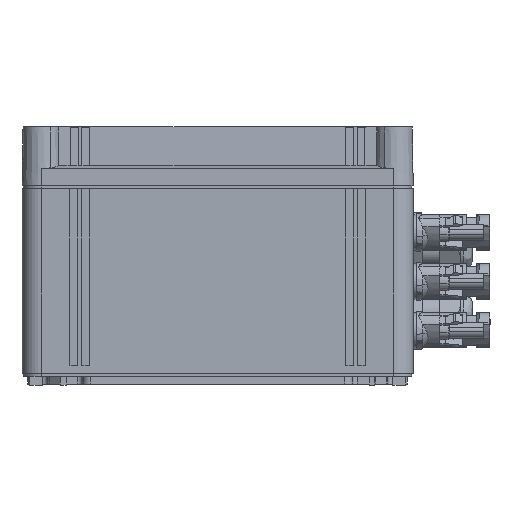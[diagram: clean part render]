
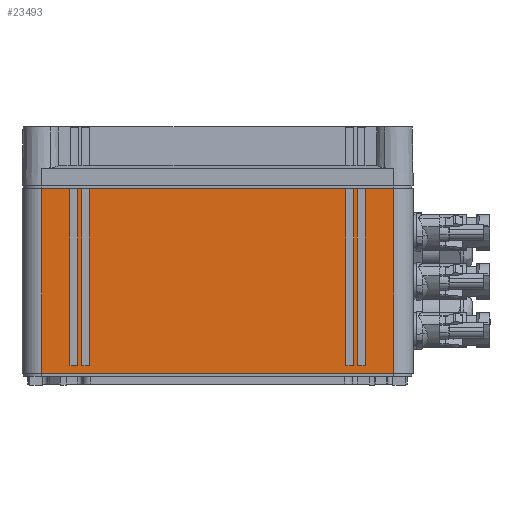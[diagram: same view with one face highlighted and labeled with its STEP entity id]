
A CAD part, left-side view. The second image highlights one B-rep face of the part: STEP entity #23493.
In plain terms, the highlighted planar face has unit normal (-1, 0, 0).
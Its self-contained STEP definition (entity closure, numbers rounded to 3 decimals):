
#23344=AXIS2_PLACEMENT_3D('Plane Axis2P3D',#23341,#23342,#23343) ;
#17343=CARTESIAN_POINT('Vertex',(0.,229.25,100.5)) ;
#17346=CARTESIAN_POINT('Line Origine',(0.,139.25,100.5)) ;
#17350=CARTESIAN_POINT('Vertex',(0.,49.25,100.5)) ;
#17465=CARTESIAN_POINT('Vertex',(0.,49.25,6.)) ;
#17468=CARTESIAN_POINT('Line Origine',(0.,139.25,6.)) ;
#17472=CARTESIAN_POINT('Vertex',(0.,229.25,6.)) ;
#23329=CARTESIAN_POINT('Line Origine',(0.,49.25,106.)) ;
#23341=CARTESIAN_POINT('Axis2P3D Location',(0.,49.25,106.)) ;
#23346=CARTESIAN_POINT('Line Origine',(0.,229.25,53.25)) ;
#23357=CARTESIAN_POINT('Line Origine',(0.,212.75,10.)) ;
#23361=CARTESIAN_POINT('Vertex',(0.,214.75,10.)) ;
#23363=CARTESIAN_POINT('Vertex',(0.,210.75,10.)) ;
#23366=CARTESIAN_POINT('Line Origine',(0.,214.75,55.178)) ;
#23370=CARTESIAN_POINT('Vertex',(0.,214.75,100.356)) ;
#23373=CARTESIAN_POINT('Line Origine',(0.,212.75,100.356)) ;
#23377=CARTESIAN_POINT('Vertex',(0.,210.75,100.356)) ;
#23380=CARTESIAN_POINT('Line Origine',(0.,210.75,55.178)) ;
#23391=CARTESIAN_POINT('Line Origine',(0.,206.75,10.)) ;
#23395=CARTESIAN_POINT('Vertex',(0.,208.75,10.)) ;
#23397=CARTESIAN_POINT('Vertex',(0.,204.75,10.)) ;
#23400=CARTESIAN_POINT('Line Origine',(0.,208.75,55.178)) ;
#23404=CARTESIAN_POINT('Vertex',(0.,208.75,100.356)) ;
#23407=CARTESIAN_POINT('Line Origine',(0.,206.75,100.356)) ;
#23411=CARTESIAN_POINT('Vertex',(0.,204.75,100.356)) ;
#23414=CARTESIAN_POINT('Line Origine',(0.,204.75,55.178)) ;
#23425=CARTESIAN_POINT('Line Origine',(0.,71.75,10.)) ;
#23429=CARTESIAN_POINT('Vertex',(0.,73.75,10.)) ;
#23431=CARTESIAN_POINT('Vertex',(0.,69.75,10.)) ;
#23434=CARTESIAN_POINT('Line Origine',(0.,73.75,55.178)) ;
#23438=CARTESIAN_POINT('Vertex',(0.,73.75,100.356)) ;
#23441=CARTESIAN_POINT('Line Origine',(0.,71.75,100.356)) ;
#23445=CARTESIAN_POINT('Vertex',(0.,69.75,100.356)) ;
#23448=CARTESIAN_POINT('Line Origine',(0.,69.75,55.178)) ;
#23459=CARTESIAN_POINT('Line Origine',(0.,65.75,10.)) ;
#23463=CARTESIAN_POINT('Vertex',(0.,67.75,10.)) ;
#23465=CARTESIAN_POINT('Vertex',(0.,63.75,10.)) ;
#23468=CARTESIAN_POINT('Line Origine',(0.,67.75,55.178)) ;
#23472=CARTESIAN_POINT('Vertex',(0.,67.75,100.356)) ;
#23475=CARTESIAN_POINT('Line Origine',(0.,65.75,100.356)) ;
#23479=CARTESIAN_POINT('Vertex',(0.,63.75,100.356)) ;
#23482=CARTESIAN_POINT('Line Origine',(0.,63.75,55.178)) ;
#17347=DIRECTION('Vector Direction',(0.,-1.,0.)) ;
#17469=DIRECTION('Vector Direction',(0.,1.,0.)) ;
#23330=DIRECTION('Vector Direction',(0.,0.,-1.)) ;
#23342=DIRECTION('Axis2P3D Direction',(-1.,0.,0.)) ;
#23343=DIRECTION('Axis2P3D XDirection',(0.,1.,0.)) ;
#23347=DIRECTION('Vector Direction',(0.,0.,-1.)) ;
#23358=DIRECTION('Vector Direction',(0.,-1.,0.)) ;
#23367=DIRECTION('Vector Direction',(0.,0.,-1.)) ;
#23374=DIRECTION('Vector Direction',(0.,1.,0.)) ;
#23381=DIRECTION('Vector Direction',(0.,0.,1.)) ;
#23392=DIRECTION('Vector Direction',(0.,-1.,0.)) ;
#23401=DIRECTION('Vector Direction',(0.,0.,-1.)) ;
#23408=DIRECTION('Vector Direction',(0.,1.,0.)) ;
#23415=DIRECTION('Vector Direction',(0.,0.,1.)) ;
#23426=DIRECTION('Vector Direction',(0.,-1.,0.)) ;
#23435=DIRECTION('Vector Direction',(0.,0.,-1.)) ;
#23442=DIRECTION('Vector Direction',(0.,1.,0.)) ;
#23449=DIRECTION('Vector Direction',(0.,0.,1.)) ;
#23460=DIRECTION('Vector Direction',(0.,-1.,0.)) ;
#23469=DIRECTION('Vector Direction',(0.,0.,-1.)) ;
#23476=DIRECTION('Vector Direction',(0.,1.,0.)) ;
#23483=DIRECTION('Vector Direction',(0.,0.,1.)) ;
#17348=VECTOR('Line Direction',#17347,1.) ;
#17470=VECTOR('Line Direction',#17469,1.) ;
#23331=VECTOR('Line Direction',#23330,1.) ;
#23348=VECTOR('Line Direction',#23347,1.) ;
#23359=VECTOR('Line Direction',#23358,1.) ;
#23368=VECTOR('Line Direction',#23367,1.) ;
#23375=VECTOR('Line Direction',#23374,1.) ;
#23382=VECTOR('Line Direction',#23381,1.) ;
#23393=VECTOR('Line Direction',#23392,1.) ;
#23402=VECTOR('Line Direction',#23401,1.) ;
#23409=VECTOR('Line Direction',#23408,1.) ;
#23416=VECTOR('Line Direction',#23415,1.) ;
#23427=VECTOR('Line Direction',#23426,1.) ;
#23436=VECTOR('Line Direction',#23435,1.) ;
#23443=VECTOR('Line Direction',#23442,1.) ;
#23450=VECTOR('Line Direction',#23449,1.) ;
#23461=VECTOR('Line Direction',#23460,1.) ;
#23470=VECTOR('Line Direction',#23469,1.) ;
#23477=VECTOR('Line Direction',#23476,1.) ;
#23484=VECTOR('Line Direction',#23483,1.) ;
#23352=ORIENTED_EDGE('',*,*,#23350,.T.) ;
#23353=ORIENTED_EDGE('',*,*,#17474,.F.) ;
#23354=ORIENTED_EDGE('',*,*,#23333,.F.) ;
#23355=ORIENTED_EDGE('',*,*,#17352,.F.) ;
#23386=ORIENTED_EDGE('',*,*,#23365,.F.) ;
#23387=ORIENTED_EDGE('',*,*,#23372,.F.) ;
#23388=ORIENTED_EDGE('',*,*,#23379,.F.) ;
#23389=ORIENTED_EDGE('',*,*,#23384,.F.) ;
#23420=ORIENTED_EDGE('',*,*,#23399,.F.) ;
#23421=ORIENTED_EDGE('',*,*,#23406,.F.) ;
#23422=ORIENTED_EDGE('',*,*,#23413,.F.) ;
#23423=ORIENTED_EDGE('',*,*,#23418,.F.) ;
#23454=ORIENTED_EDGE('',*,*,#23433,.F.) ;
#23455=ORIENTED_EDGE('',*,*,#23440,.F.) ;
#23456=ORIENTED_EDGE('',*,*,#23447,.F.) ;
#23457=ORIENTED_EDGE('',*,*,#23452,.F.) ;
#23488=ORIENTED_EDGE('',*,*,#23467,.F.) ;
#23489=ORIENTED_EDGE('',*,*,#23474,.F.) ;
#23490=ORIENTED_EDGE('',*,*,#23481,.F.) ;
#23491=ORIENTED_EDGE('',*,*,#23486,.F.) ;
#23390=FACE_BOUND('',#23385,.T.) ;
#23424=FACE_BOUND('',#23419,.T.) ;
#23458=FACE_BOUND('',#23453,.T.) ;
#23492=FACE_BOUND('',#23487,.T.) ;
#23493=ADVANCED_FACE('GEHAEUSEUNTERTEIL',(#23356,#23390,#23424,#23458,#23492),#23345,.T.) ;
#17352=EDGE_CURVE('',#17344,#17351,#17349,.T.) ;
#17474=EDGE_CURVE('',#17466,#17473,#17471,.T.) ;
#23333=EDGE_CURVE('',#17351,#17466,#23332,.T.) ;
#23350=EDGE_CURVE('',#17344,#17473,#23349,.T.) ;
#23365=EDGE_CURVE('',#23362,#23364,#23360,.T.) ;
#23372=EDGE_CURVE('',#23371,#23362,#23369,.T.) ;
#23379=EDGE_CURVE('',#23378,#23371,#23376,.T.) ;
#23384=EDGE_CURVE('',#23364,#23378,#23383,.T.) ;
#23399=EDGE_CURVE('',#23396,#23398,#23394,.T.) ;
#23406=EDGE_CURVE('',#23405,#23396,#23403,.T.) ;
#23413=EDGE_CURVE('',#23412,#23405,#23410,.T.) ;
#23418=EDGE_CURVE('',#23398,#23412,#23417,.T.) ;
#23433=EDGE_CURVE('',#23430,#23432,#23428,.T.) ;
#23440=EDGE_CURVE('',#23439,#23430,#23437,.T.) ;
#23447=EDGE_CURVE('',#23446,#23439,#23444,.T.) ;
#23452=EDGE_CURVE('',#23432,#23446,#23451,.T.) ;
#23467=EDGE_CURVE('',#23464,#23466,#23462,.T.) ;
#23474=EDGE_CURVE('',#23473,#23464,#23471,.T.) ;
#23481=EDGE_CURVE('',#23480,#23473,#23478,.T.) ;
#23486=EDGE_CURVE('',#23466,#23480,#23485,.T.) ;
#23351=EDGE_LOOP('',(#23352,#23353,#23354,#23355)) ;
#23385=EDGE_LOOP('',(#23386,#23387,#23388,#23389)) ;
#23419=EDGE_LOOP('',(#23420,#23421,#23422,#23423)) ;
#23453=EDGE_LOOP('',(#23454,#23455,#23456,#23457)) ;
#23487=EDGE_LOOP('',(#23488,#23489,#23490,#23491)) ;
#23356=FACE_OUTER_BOUND('',#23351,.T.) ;
#17349=LINE('Line',#17346,#17348) ;
#17471=LINE('Line',#17468,#17470) ;
#23332=LINE('Line',#23329,#23331) ;
#23349=LINE('Line',#23346,#23348) ;
#23360=LINE('Line',#23357,#23359) ;
#23369=LINE('Line',#23366,#23368) ;
#23376=LINE('Line',#23373,#23375) ;
#23383=LINE('Line',#23380,#23382) ;
#23394=LINE('Line',#23391,#23393) ;
#23403=LINE('Line',#23400,#23402) ;
#23410=LINE('Line',#23407,#23409) ;
#23417=LINE('Line',#23414,#23416) ;
#23428=LINE('Line',#23425,#23427) ;
#23437=LINE('Line',#23434,#23436) ;
#23444=LINE('Line',#23441,#23443) ;
#23451=LINE('Line',#23448,#23450) ;
#23462=LINE('Line',#23459,#23461) ;
#23471=LINE('Line',#23468,#23470) ;
#23478=LINE('Line',#23475,#23477) ;
#23485=LINE('Line',#23482,#23484) ;
#23345=PLANE('',#23344) ;
#17344=VERTEX_POINT('',#17343) ;
#17351=VERTEX_POINT('',#17350) ;
#17466=VERTEX_POINT('',#17465) ;
#17473=VERTEX_POINT('',#17472) ;
#23362=VERTEX_POINT('',#23361) ;
#23364=VERTEX_POINT('',#23363) ;
#23371=VERTEX_POINT('',#23370) ;
#23378=VERTEX_POINT('',#23377) ;
#23396=VERTEX_POINT('',#23395) ;
#23398=VERTEX_POINT('',#23397) ;
#23405=VERTEX_POINT('',#23404) ;
#23412=VERTEX_POINT('',#23411) ;
#23430=VERTEX_POINT('',#23429) ;
#23432=VERTEX_POINT('',#23431) ;
#23439=VERTEX_POINT('',#23438) ;
#23446=VERTEX_POINT('',#23445) ;
#23464=VERTEX_POINT('',#23463) ;
#23466=VERTEX_POINT('',#23465) ;
#23473=VERTEX_POINT('',#23472) ;
#23480=VERTEX_POINT('',#23479) ;
